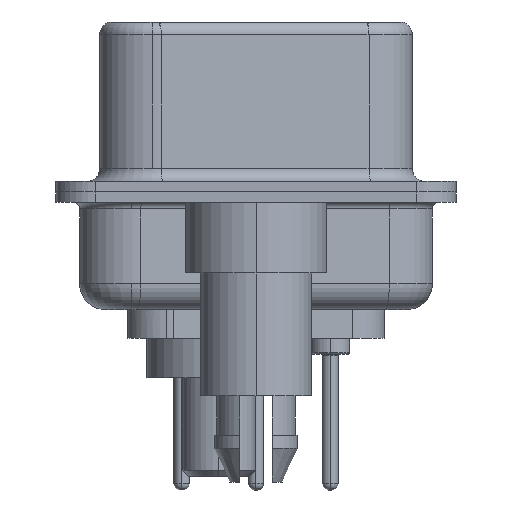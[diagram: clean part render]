
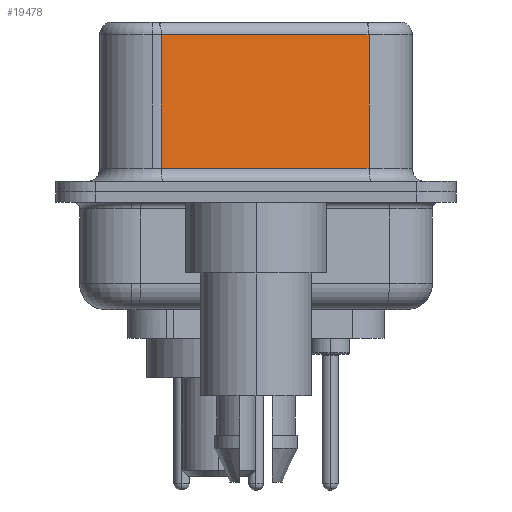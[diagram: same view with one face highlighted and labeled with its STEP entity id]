
A CAD part, left-side view. The second image highlights one B-rep face of the part: STEP entity #19478.
In plain terms, the highlighted planar face has unit normal (-0.985, -0.174, 0).
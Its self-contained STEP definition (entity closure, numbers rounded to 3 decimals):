
#168 = CARTESIAN_POINT ( 'NONE',  ( 3.73, 3.628, 6.52 ) ) ;
#1141 = VERTEX_POINT ( 'NONE', #11595 ) ;
#1927 = DIRECTION ( 'NONE',  ( -0.174, 0.985, 0. ) ) ;
#2532 = EDGE_CURVE ( 'NONE', #1141, #23856, #14251, .T. ) ;
#3153 = VECTOR ( 'NONE', #19265, 1000. ) ;
#3377 = LINE ( 'NONE', #26753, #8253 ) ;
#4070 = VECTOR ( 'NONE', #10202, 1000. ) ;
#4373 = CARTESIAN_POINT ( 'NONE',  ( 3.73, 3.628, 6.02 ) ) ;
#5884 = CARTESIAN_POINT ( 'NONE',  ( 5.132, -4.322, 6.02 ) ) ;
#7185 = VERTEX_POINT ( 'NONE', #4373 ) ;
#7950 = VECTOR ( 'NONE', #21249, 1000. ) ;
#8018 = FACE_OUTER_BOUND ( 'NONE', #17799, .T. ) ;
#8253 = VECTOR ( 'NONE', #25112, 1000. ) ;
#8674 = EDGE_CURVE ( 'NONE', #25527, #23856, #8960, .T. ) ;
#8960 = LINE ( 'NONE', #13751, #4070 ) ;
#9660 = EDGE_CURVE ( 'NONE', #25527, #7185, #3377, .T. ) ;
#10202 = DIRECTION ( 'NONE',  ( 0., 0., -1. ) ) ;
#10970 = ORIENTED_EDGE ( 'NONE', *, *, #2532, .T. ) ;
#11595 = CARTESIAN_POINT ( 'NONE',  ( 3.73, 3.628, 0.9 ) ) ;
#12293 = CARTESIAN_POINT ( 'NONE',  ( 5.132, -4.322, 6.52 ) ) ;
#12719 = CARTESIAN_POINT ( 'NONE',  ( 5.132, -4.322, 0.9 ) ) ;
#13751 = CARTESIAN_POINT ( 'NONE',  ( 5.132, -4.322, 6.52 ) ) ;
#14251 = LINE ( 'NONE', #12719, #7950 ) ;
#14577 = DIRECTION ( 'NONE',  ( 0.985, 0.174, 0. ) ) ;
#15319 = ORIENTED_EDGE ( 'NONE', *, *, #9660, .T. ) ;
#17799 = EDGE_LOOP ( 'NONE', ( #20380, #15319, #22610, #10970 ) ) ;
#19265 = DIRECTION ( 'NONE',  ( 0., 0., -1. ) ) ;
#19478 = ADVANCED_FACE ( 'NONE', ( #8018 ), #22887, .F. ) ;
#20380 = ORIENTED_EDGE ( 'NONE', *, *, #8674, .F. ) ;
#20492 = EDGE_CURVE ( 'NONE', #7185, #1141, #25342, .T. ) ;
#21249 = DIRECTION ( 'NONE',  ( 0.174, -0.985, 0. ) ) ;
#21275 = AXIS2_PLACEMENT_3D ( 'NONE', #12293, #14577, #1927 ) ;
#22610 = ORIENTED_EDGE ( 'NONE', *, *, #20492, .T. ) ;
#22820 = CARTESIAN_POINT ( 'NONE',  ( 5.132, -4.322, 0.9 ) ) ;
#22887 = PLANE ( 'NONE',  #21275 ) ;
#23856 = VERTEX_POINT ( 'NONE', #22820 ) ;
#25112 = DIRECTION ( 'NONE',  ( -0.174, 0.985, 0. ) ) ;
#25342 = LINE ( 'NONE', #168, #3153 ) ;
#25527 = VERTEX_POINT ( 'NONE', #5884 ) ;
#26753 = CARTESIAN_POINT ( 'NONE',  ( 5.132, -4.322, 6.02 ) ) ;
